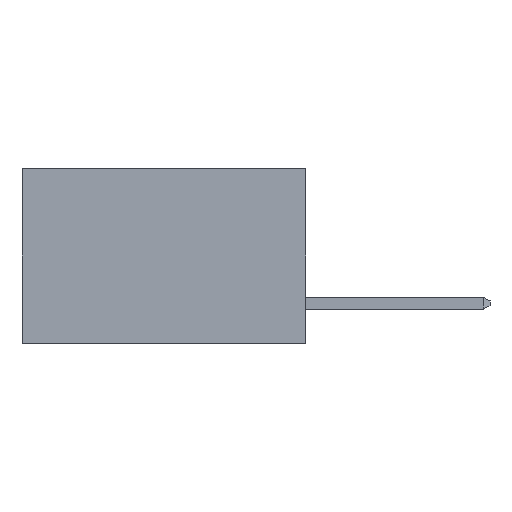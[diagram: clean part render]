
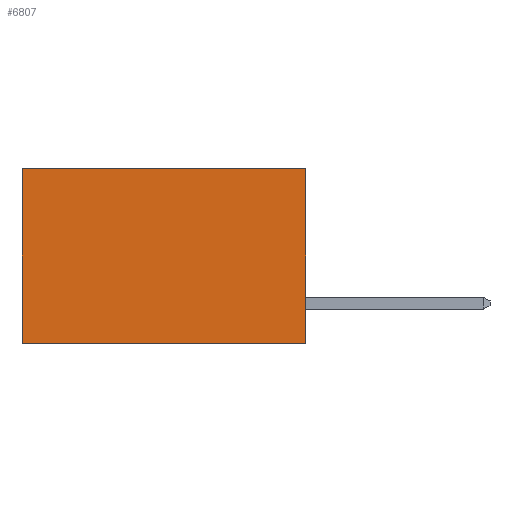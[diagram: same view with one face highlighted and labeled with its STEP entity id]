
A CAD part, left-side view. The second image highlights one B-rep face of the part: STEP entity #6807.
In plain terms, the highlighted planar face has unit normal (-1, 0, 0).
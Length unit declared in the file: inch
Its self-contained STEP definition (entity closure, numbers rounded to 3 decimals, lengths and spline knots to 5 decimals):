
#330 = ORIENTED_EDGE ( 'NONE', *, *, #6155, .F. ) ;
#482 = CARTESIAN_POINT ( 'NONE',  ( 0.298, 0., 0. ) ) ;
#775 = CARTESIAN_POINT ( 'NONE',  ( 0.298, 0.6, 0. ) ) ;
#852 = EDGE_CURVE ( 'NONE', #2966, #1706, #5897, .T. ) ;
#1217 = LINE ( 'NONE', #775, #5162 ) ;
#1622 = DIRECTION ( 'NONE',  ( 0., 0., -1. ) ) ;
#1623 = LINE ( 'NONE', #482, #9651 ) ;
#1706 = VERTEX_POINT ( 'NONE', #9922 ) ;
#1789 = PLANE ( 'NONE',  #8674 ) ;
#1945 = CARTESIAN_POINT ( 'NONE',  ( 0.298, 0.6, 0. ) ) ;
#2179 = EDGE_CURVE ( 'NONE', #2966, #8276, #1623, .T. ) ;
#2966 = VERTEX_POINT ( 'NONE', #8347 ) ;
#3397 = EDGE_CURVE ( 'NONE', #8276, #5495, #1217, .T. ) ;
#3403 = DIRECTION ( 'NONE',  ( 1., 0., 0. ) ) ;
#4059 = CARTESIAN_POINT ( 'NONE',  ( 0.298, 0., 0. ) ) ;
#5162 = VECTOR ( 'NONE', #1622, 39.37008 ) ;
#5360 = DIRECTION ( 'NONE',  ( 0., 0., -1. ) ) ;
#5495 = VERTEX_POINT ( 'NONE', #7854 ) ;
#5897 = LINE ( 'NONE', #4059, #9771 ) ;
#5949 = ORIENTED_EDGE ( 'NONE', *, *, #2179, .T. ) ;
#6155 = EDGE_CURVE ( 'NONE', #1706, #5495, #6581, .T. ) ;
#6581 = LINE ( 'NONE', #8701, #8371 ) ;
#6807 = ADVANCED_FACE ( 'NONE', ( #9848 ), #1789, .F. ) ;
#7854 = CARTESIAN_POINT ( 'NONE',  ( 0.298, 0.6, -0.37 ) ) ;
#7917 = DIRECTION ( 'NONE',  ( 0., 1., 0. ) ) ;
#7959 = CARTESIAN_POINT ( 'NONE',  ( 0.298, 0., 0. ) ) ;
#8215 = DIRECTION ( 'NONE',  ( 0., 1., 0. ) ) ;
#8276 = VERTEX_POINT ( 'NONE', #1945 ) ;
#8347 = CARTESIAN_POINT ( 'NONE',  ( 0.298, 0., 0. ) ) ;
#8371 = VECTOR ( 'NONE', #7917, 39.37008 ) ;
#8483 = ORIENTED_EDGE ( 'NONE', *, *, #3397, .T. ) ;
#8633 = EDGE_LOOP ( 'NONE', ( #8483, #330, #9105, #5949 ) ) ;
#8674 = AXIS2_PLACEMENT_3D ( 'NONE', #7959, #3403, #8762 ) ;
#8701 = CARTESIAN_POINT ( 'NONE',  ( 0.298, 0., -0.37 ) ) ;
#8762 = DIRECTION ( 'NONE',  ( 0., 0., -1. ) ) ;
#9105 = ORIENTED_EDGE ( 'NONE', *, *, #852, .F. ) ;
#9651 = VECTOR ( 'NONE', #8215, 39.37008 ) ;
#9771 = VECTOR ( 'NONE', #5360, 39.37008 ) ;
#9848 = FACE_OUTER_BOUND ( 'NONE', #8633, .T. ) ;
#9922 = CARTESIAN_POINT ( 'NONE',  ( 0.298, 0., -0.37 ) ) ;
